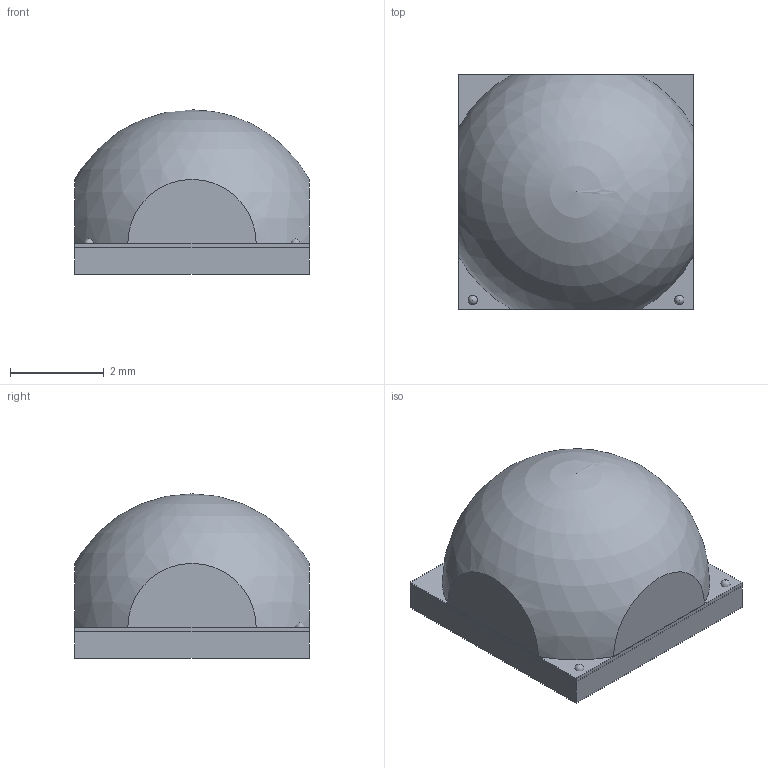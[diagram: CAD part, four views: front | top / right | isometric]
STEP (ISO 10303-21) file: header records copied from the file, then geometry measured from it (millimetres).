
FILE_DESCRIPTION(('FreeCAD Model'),'2;1');
FILE_NAME('Open CASCADE Shape Model','2021-04-16T22:51:25',('Author'),( ''),'Open CASCADE STEP processor 7.5','FreeCAD','Unknown');
FILE_SCHEMA(('AUTOMOTIVE_DESIGN { 1 0 10303 214 1 1 1 1 }'));
Length unit declared in the file: millimetre
Products named in the file (6): Unnamed1; cube; cube001; sphere; sphere001; intersection
Assembly tree (5 placements, depth 2):
  Unnamed1
    cube
    cube001
    sphere
    sphere001
    intersection
Bounding box: 5 x 5 x 3.5 mm (x, y, z)
Volume: 62.6 mm3; surface area: 186.4 mm2
Topology: 5 solids, 5 shells, 20 faces, 45 edges, 30 vertices
Faces by surface type: plane 17, sphere 3
Entity records: 662 total; most frequent: DIRECTION 100, CARTESIAN_POINT 92, ORIENTED_EDGE 76, EDGE_CURVE 38, AXIS2_PLACEMENT_3D 36, VERTEX_POINT 28, LINE 28, VECTOR 28
